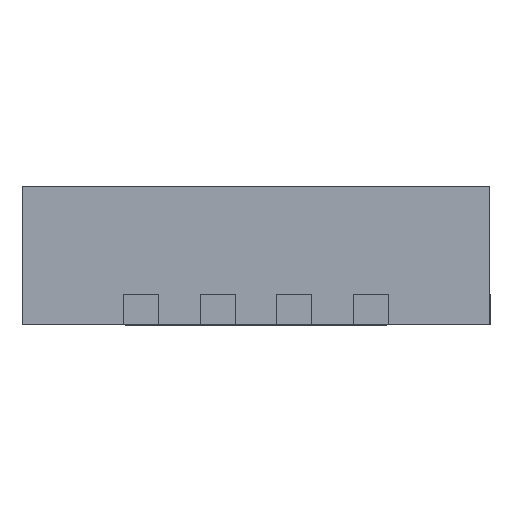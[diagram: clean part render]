
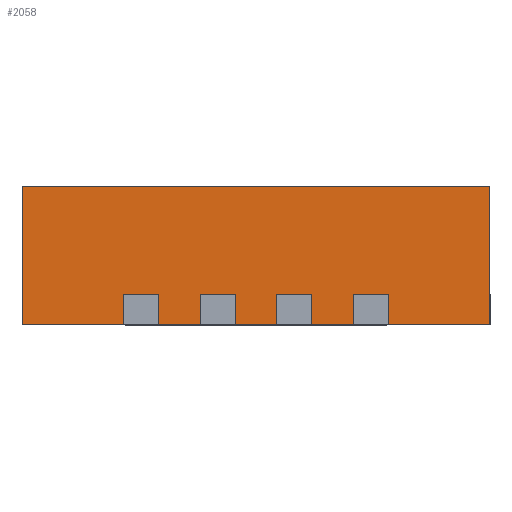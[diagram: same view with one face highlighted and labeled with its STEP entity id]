
A CAD part, front view. The second image highlights one B-rep face of the part: STEP entity #2058.
In plain terms, the highlighted planar face has unit normal (0, -1, 0).
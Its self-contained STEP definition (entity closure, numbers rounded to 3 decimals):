
#179 = VECTOR ( 'NONE', #1439, 1000. ) ;
#200 = PLANE ( 'NONE',  #4339 ) ;
#201 = CARTESIAN_POINT ( 'NONE',  ( 3.05, 0., 0.9 ) ) ;
#233 = VERTEX_POINT ( 'NONE', #4604 ) ;
#307 = DIRECTION ( 'NONE',  ( 0., 1., 0. ) ) ;
#336 = VECTOR ( 'NONE', #1022, 1000. ) ;
#612 = VERTEX_POINT ( 'NONE', #5314 ) ;
#677 = LINE ( 'NONE', #5262, #3106 ) ;
#741 = EDGE_CURVE ( 'NONE', #612, #3869, #3179, .T. ) ;
#853 = LINE ( 'NONE', #942, #4327 ) ;
#930 = VERTEX_POINT ( 'NONE', #4313 ) ;
#942 = CARTESIAN_POINT ( 'NONE',  ( 0., 0., 0. ) ) ;
#1022 = DIRECTION ( 'NONE',  ( 1., 0., 0. ) ) ;
#1150 = DIRECTION ( 'NONE',  ( 1., 0., 0. ) ) ;
#1439 = DIRECTION ( 'NONE',  ( 0., 0., 1. ) ) ;
#2058 = ADVANCED_FACE ( 'NONE', ( #3009 ), #200, .F. ) ;
#2227 = EDGE_CURVE ( 'NONE', #930, #3869, #677, .T. ) ;
#2448 = ORIENTED_EDGE ( 'NONE', *, *, #2987, .F. ) ;
#2757 = ORIENTED_EDGE ( 'NONE', *, *, #741, .T. ) ;
#2987 = EDGE_CURVE ( 'NONE', #233, #930, #853, .T. ) ;
#3009 = FACE_OUTER_BOUND ( 'NONE', #3985, .T. ) ;
#3106 = VECTOR ( 'NONE', #3404, 1000. ) ;
#3179 = LINE ( 'NONE', #3579, #179 ) ;
#3216 = ORIENTED_EDGE ( 'NONE', *, *, #2227, .F. ) ;
#3288 = CARTESIAN_POINT ( 'NONE',  ( 0., 0., 0. ) ) ;
#3404 = DIRECTION ( 'NONE',  ( 1., 0., 0. ) ) ;
#3579 = CARTESIAN_POINT ( 'NONE',  ( 3.05, 0., 0. ) ) ;
#3707 = LINE ( 'NONE', #3288, #336 ) ;
#3829 = CARTESIAN_POINT ( 'NONE',  ( 0., 0., 0. ) ) ;
#3869 = VERTEX_POINT ( 'NONE', #201 ) ;
#3985 = EDGE_LOOP ( 'NONE', ( #2757, #3216, #2448, #5526 ) ) ;
#4313 = CARTESIAN_POINT ( 'NONE',  ( 0., 0., 0.9 ) ) ;
#4327 = VECTOR ( 'NONE', #4488, 1000. ) ;
#4339 = AXIS2_PLACEMENT_3D ( 'NONE', #3829, #307, #1150 ) ;
#4488 = DIRECTION ( 'NONE',  ( 0., 0., 1. ) ) ;
#4604 = CARTESIAN_POINT ( 'NONE',  ( 0., 0., 0. ) ) ;
#5101 = EDGE_CURVE ( 'NONE', #233, #612, #3707, .T. ) ;
#5262 = CARTESIAN_POINT ( 'NONE',  ( 0., 0., 0.9 ) ) ;
#5314 = CARTESIAN_POINT ( 'NONE',  ( 3.05, 0., 0. ) ) ;
#5526 = ORIENTED_EDGE ( 'NONE', *, *, #5101, .T. ) ;
